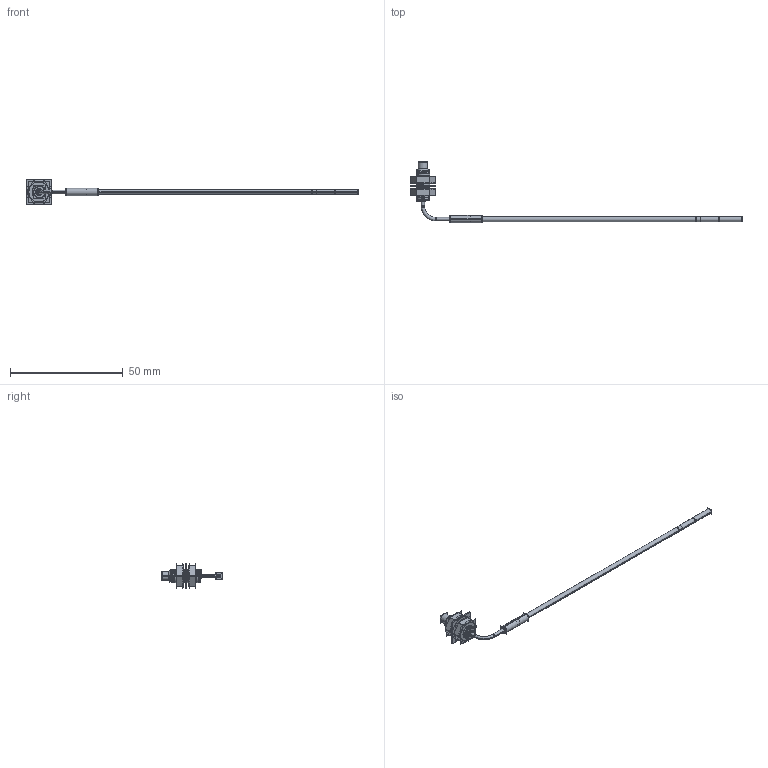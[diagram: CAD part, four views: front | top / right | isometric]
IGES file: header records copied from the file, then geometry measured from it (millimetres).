
Start section:  PTC IGES file: 192769.igs
Global section: file name: 192769.igs; native system: Creo Parametric by Parametric Technology Corporation; preprocessor: 2013230; author: pdmadmin; organization: Unknown; date: 20160209.172809; units: millimetre
Bounding box: 146.95 x 27.27 x 11.44 mm (x, y, z)
Volume: 1222.7 mm3; surface area: 21814.7 mm2
Topology: 8 solids, 11 shells, 348 faces, 1802 edges, 2322 vertices
Faces by surface type: revolution 232, bspline 116
